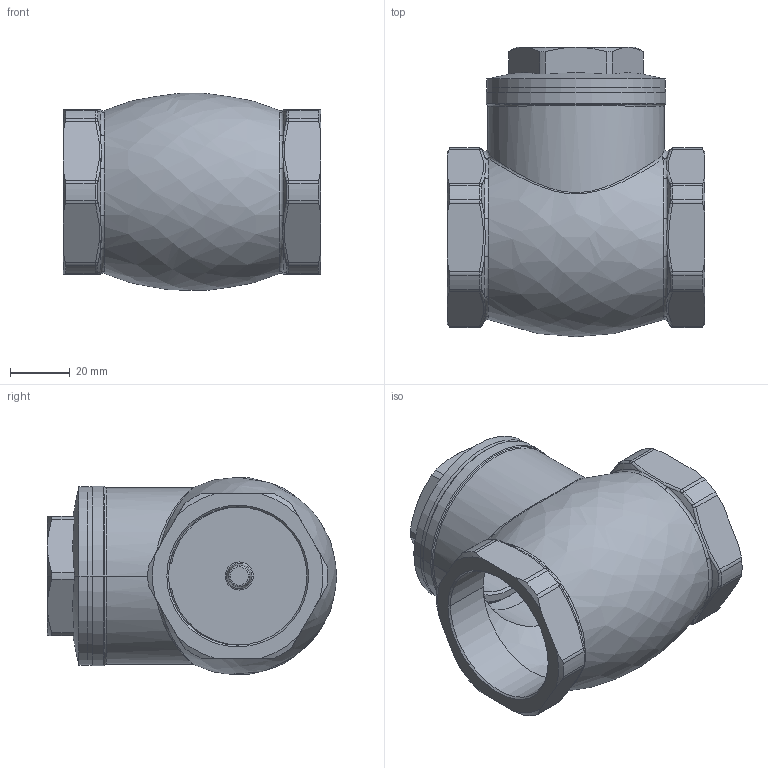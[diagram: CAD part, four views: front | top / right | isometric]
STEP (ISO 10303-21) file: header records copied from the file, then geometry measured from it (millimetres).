
FILE_DESCRIPTION(/* description */ ('Unknown'),/* implementation_level */ '2;1');
FILE_NAME(/* name */ '1052-08',/* time_stamp */ '2024-03-05T09:55:57+01:00',/* author */ ('Unknown'),/* organization */ ('Unknown'),/* preprocessor_version */ 'ST-DEVELOPER v19.4',/* originating_system */ 'Solid Edge',/* authorisation */ 'Unknown');
FILE_SCHEMA (('AUTOMOTIVE_DESIGN {1 0 10303 214 3 1 1}'));
Length unit declared in the file: millimetre
Products named in the file (9): 1052-08; F501-40-1_F; F501-40-4_F; F501-40-2_F; F501-40-3R_F_ASM; F501-40-3R_IVR; F501-40-5R_IVR; F501-40-6R; F501-40-7R
Assembly tree (8 placements, depth 3):
  1052-08
    F501-40-1_F
    F501-40-4_F
    F501-40-2_F
    F501-40-3R_F_ASM
      F501-40-3R_IVR
      F501-40-5R_IVR
      F501-40-6R
      F501-40-7R
Bounding box: 86 x 96.5 x 65.76 mm (x, y, z)
Volume: 106598.4 mm3; surface area: 65143.5 mm2
Topology: 7 solids, 7 shells, 349 faces, 822 edges, 501 vertices
Faces by surface type: cylinder 111, plane 71, torus 66, cone 59, bspline 36, sphere 6
Entity records: 14525 total; most frequent: CARTESIAN_POINT 6759, ORIENTED_EDGE 1640, DIRECTION 1498, EDGE_CURVE 820, AXIS2_PLACEMENT_3D 645, VERTEX_POINT 501, EDGE_LOOP 375, FACE_BOUND 375
